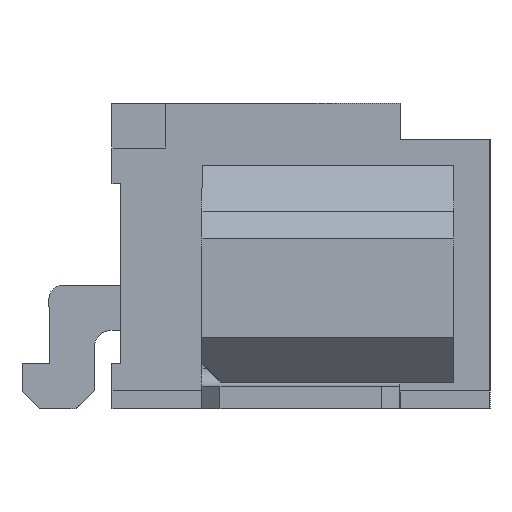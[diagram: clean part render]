
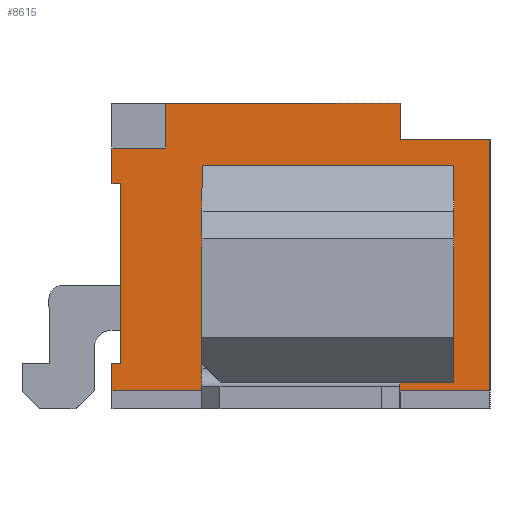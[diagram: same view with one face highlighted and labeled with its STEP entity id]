
A CAD part, left-side view. The second image highlights one B-rep face of the part: STEP entity #8615.
In plain terms, the highlighted planar face has unit normal (-1, 0, 0).
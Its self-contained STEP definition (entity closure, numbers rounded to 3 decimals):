
#74 = ORIENTED_EDGE ( 'NONE', *, *, #12160, .T. ) ;
#115 = VECTOR ( 'NONE', #5932, 1000. ) ;
#158 = VERTEX_POINT ( 'NONE', #11630 ) ;
#349 = VERTEX_POINT ( 'NONE', #1251 ) ;
#376 = LINE ( 'NONE', #1927, #11550 ) ;
#533 = CARTESIAN_POINT ( 'NONE',  ( -4.625, 1.1, 0.3 ) ) ;
#553 = EDGE_CURVE ( 'NONE', #954, #4502, #11801, .T. ) ;
#611 = VECTOR ( 'NONE', #11964, 1000. ) ;
#737 = DIRECTION ( 'NONE',  ( 0., 0., -1. ) ) ;
#753 = DIRECTION ( 'NONE',  ( 0., -1., 0. ) ) ;
#817 = VECTOR ( 'NONE', #7579, 1000. ) ;
#954 = VERTEX_POINT ( 'NONE', #6578 ) ;
#1121 = EDGE_CURVE ( 'NONE', #10063, #7657, #6434, .T. ) ;
#1251 = CARTESIAN_POINT ( 'NONE',  ( -4.625, -1.7, 2.7 ) ) ;
#1274 = VERTEX_POINT ( 'NONE', #11311 ) ;
#1413 = DIRECTION ( 'NONE',  ( 0., -1., 0. ) ) ;
#1927 = CARTESIAN_POINT ( 'NONE',  ( -4.625, 2.1, 3.4 ) ) ;
#2125 = FACE_OUTER_BOUND ( 'NONE', #11965, .T. ) ;
#2177 = DIRECTION ( 'NONE',  ( 0., 0., 1. ) ) ;
#2226 = LINE ( 'NONE', #9752, #2575 ) ;
#2230 = EDGE_CURVE ( 'NONE', #5746, #349, #12780, .T. ) ;
#2302 = CARTESIAN_POINT ( 'NONE',  ( -4.625, 1.1, 0.3 ) ) ;
#2323 = EDGE_CURVE ( 'NONE', #6459, #13078, #5092, .T. ) ;
#2507 = ORIENTED_EDGE ( 'NONE', *, *, #6737, .F. ) ;
#2575 = VECTOR ( 'NONE', #9710, 1000. ) ;
#2691 = CARTESIAN_POINT ( 'NONE',  ( -4.625, 1.5, 2.9 ) ) ;
#2718 = EDGE_LOOP ( 'NONE', ( #13255, #11043, #9541, #8523 ) ) ;
#2740 = EDGE_CURVE ( 'NONE', #5491, #158, #5234, .T. ) ;
#2856 = CARTESIAN_POINT ( 'NONE',  ( -4.625, -1.7, 0.3 ) ) ;
#2866 = DIRECTION ( 'NONE',  ( 0., 0., 1. ) ) ;
#2955 = CARTESIAN_POINT ( 'NONE',  ( -4.625, 1.1, 2.7 ) ) ;
#3167 = ORIENTED_EDGE ( 'NONE', *, *, #6616, .F. ) ;
#3252 = VECTOR ( 'NONE', #4933, 1000. ) ;
#3370 = ORIENTED_EDGE ( 'NONE', *, *, #5935, .F. ) ;
#3952 = DIRECTION ( 'NONE',  ( 0., 0., 1. ) ) ;
#3983 = CARTESIAN_POINT ( 'NONE',  ( -4.625, 1.5, 3.4 ) ) ;
#4026 = DIRECTION ( 'NONE',  ( 1., 0., 0. ) ) ;
#4345 = AXIS2_PLACEMENT_3D ( 'NONE', #12603, #4026, #737 ) ;
#4502 = VERTEX_POINT ( 'NONE', #3983 ) ;
#4933 = DIRECTION ( 'NONE',  ( 0., -1., 0. ) ) ;
#5047 = CARTESIAN_POINT ( 'NONE',  ( -4.625, -2.1, 0.2 ) ) ;
#5092 = LINE ( 'NONE', #13739, #13298 ) ;
#5234 = LINE ( 'NONE', #2302, #8122 ) ;
#5342 = LINE ( 'NONE', #5422, #13580 ) ;
#5422 = CARTESIAN_POINT ( 'NONE',  ( -4.625, 2.1, 0.5 ) ) ;
#5491 = VERTEX_POINT ( 'NONE', #533 ) ;
#5746 = VERTEX_POINT ( 'NONE', #11287 ) ;
#5763 = ORIENTED_EDGE ( 'NONE', *, *, #12227, .T. ) ;
#5774 = EDGE_CURVE ( 'NONE', #4502, #7657, #2226, .T. ) ;
#5786 = CARTESIAN_POINT ( 'NONE',  ( -4.625, 2.1, 2.5 ) ) ;
#5932 = DIRECTION ( 'NONE',  ( 0., -1., 0. ) ) ;
#5935 = EDGE_CURVE ( 'NONE', #1274, #13489, #6619, .T. ) ;
#5959 = EDGE_CURVE ( 'NONE', #5491, #5746, #11987, .T. ) ;
#6083 = VECTOR ( 'NONE', #6380, 1000. ) ;
#6297 = VECTOR ( 'NONE', #7021, 1000. ) ;
#6375 = ORIENTED_EDGE ( 'NONE', *, *, #5774, .F. ) ;
#6380 = DIRECTION ( 'NONE',  ( 0., 0., 1. ) ) ;
#6421 = CARTESIAN_POINT ( 'NONE',  ( -4.625, 2.1, 0.2 ) ) ;
#6434 = LINE ( 'NONE', #8725, #611 ) ;
#6459 = VERTEX_POINT ( 'NONE', #8903 ) ;
#6481 = VERTEX_POINT ( 'NONE', #6747 ) ;
#6578 = CARTESIAN_POINT ( 'NONE',  ( -4.625, 1.5, 2.9 ) ) ;
#6616 = EDGE_CURVE ( 'NONE', #13489, #13503, #376, .T. ) ;
#6619 = LINE ( 'NONE', #7384, #817 ) ;
#6737 = EDGE_CURVE ( 'NONE', #13078, #10431, #5342, .T. ) ;
#6747 = CARTESIAN_POINT ( 'NONE',  ( -4.625, -2.1, 3. ) ) ;
#6900 = VECTOR ( 'NONE', #9683, 1000. ) ;
#7021 = DIRECTION ( 'NONE',  ( 0., 0., 1. ) ) ;
#7087 = CARTESIAN_POINT ( 'NONE',  ( -4.625, 1.1, 0.3 ) ) ;
#7100 = VECTOR ( 'NONE', #753, 1000. ) ;
#7236 = LINE ( 'NONE', #6421, #6900 ) ;
#7322 = DIRECTION ( 'NONE',  ( 0., 0., 1. ) ) ;
#7384 = CARTESIAN_POINT ( 'NONE',  ( -4.625, 2.1, 2.5 ) ) ;
#7579 = DIRECTION ( 'NONE',  ( 0., 1., 0. ) ) ;
#7657 = VERTEX_POINT ( 'NONE', #9283 ) ;
#7813 = EDGE_CURVE ( 'NONE', #10063, #6481, #8500, .T. ) ;
#7913 = DIRECTION ( 'NONE',  ( 0., 0., 1. ) ) ;
#7915 = EDGE_CURVE ( 'NONE', #158, #349, #11811, .T. ) ;
#7916 = VERTEX_POINT ( 'NONE', #5047 ) ;
#8122 = VECTOR ( 'NONE', #1413, 1000. ) ;
#8500 = LINE ( 'NONE', #11258, #115 ) ;
#8523 = ORIENTED_EDGE ( 'NONE', *, *, #2230, .T. ) ;
#8615 = ADVANCED_FACE ( 'NONE', ( #2125, #10413 ), #13685, .F. ) ;
#8659 = CARTESIAN_POINT ( 'NONE',  ( -4.625, 2., 2.5 ) ) ;
#8725 = CARTESIAN_POINT ( 'NONE',  ( -4.625, -1.1, 3. ) ) ;
#8745 = VECTOR ( 'NONE', #2177, 1000. ) ;
#8876 = ORIENTED_EDGE ( 'NONE', *, *, #2323, .F. ) ;
#8903 = CARTESIAN_POINT ( 'NONE',  ( -4.625, 2.1, 0.2 ) ) ;
#9004 = VECTOR ( 'NONE', #2866, 1000. ) ;
#9013 = VECTOR ( 'NONE', #3952, 1000. ) ;
#9018 = LINE ( 'NONE', #11330, #3252 ) ;
#9035 = ORIENTED_EDGE ( 'NONE', *, *, #10345, .F. ) ;
#9283 = CARTESIAN_POINT ( 'NONE',  ( -4.625, -1.1, 3.4 ) ) ;
#9541 = ORIENTED_EDGE ( 'NONE', *, *, #5959, .T. ) ;
#9683 = DIRECTION ( 'NONE',  ( 0., -1., 0. ) ) ;
#9710 = DIRECTION ( 'NONE',  ( 0., -1., 0. ) ) ;
#9752 = CARTESIAN_POINT ( 'NONE',  ( -4.625, 2.1, 3.4 ) ) ;
#10063 = VERTEX_POINT ( 'NONE', #13601 ) ;
#10345 = EDGE_CURVE ( 'NONE', #13503, #954, #9018, .T. ) ;
#10413 = FACE_BOUND ( 'NONE', #2718, .T. ) ;
#10431 = VERTEX_POINT ( 'NONE', #13603 ) ;
#10438 = LINE ( 'NONE', #12760, #6083 ) ;
#11043 = ORIENTED_EDGE ( 'NONE', *, *, #2740, .F. ) ;
#11225 = LINE ( 'NONE', #8659, #8745 ) ;
#11258 = CARTESIAN_POINT ( 'NONE',  ( -4.625, -2.1, 3. ) ) ;
#11287 = CARTESIAN_POINT ( 'NONE',  ( -4.625, 1.1, 2.7 ) ) ;
#11311 = CARTESIAN_POINT ( 'NONE',  ( -4.625, 2., 2.5 ) ) ;
#11330 = CARTESIAN_POINT ( 'NONE',  ( -4.625, 1.5, 2.9 ) ) ;
#11410 = ORIENTED_EDGE ( 'NONE', *, *, #553, .F. ) ;
#11550 = VECTOR ( 'NONE', #7322, 1000. ) ;
#11630 = CARTESIAN_POINT ( 'NONE',  ( -4.625, -1.7, 0.3 ) ) ;
#11801 = LINE ( 'NONE', #2691, #9004 ) ;
#11811 = LINE ( 'NONE', #2856, #9013 ) ;
#11826 = ORIENTED_EDGE ( 'NONE', *, *, #13293, .F. ) ;
#11848 = DIRECTION ( 'NONE',  ( 0., -1., 0. ) ) ;
#11964 = DIRECTION ( 'NONE',  ( 0., 0., 1. ) ) ;
#11965 = EDGE_LOOP ( 'NONE', ( #6375, #11410, #9035, #3167, #3370, #11826, #2507, #8876, #5763, #74, #13025, #12671 ) ) ;
#11987 = LINE ( 'NONE', #7087, #6297 ) ;
#12160 = EDGE_CURVE ( 'NONE', #7916, #6481, #10438, .T. ) ;
#12227 = EDGE_CURVE ( 'NONE', #6459, #7916, #7236, .T. ) ;
#12388 = CARTESIAN_POINT ( 'NONE',  ( -4.625, 2.1, 0.5 ) ) ;
#12603 = CARTESIAN_POINT ( 'NONE',  ( -4.625, 2.1, 3.4 ) ) ;
#12671 = ORIENTED_EDGE ( 'NONE', *, *, #1121, .T. ) ;
#12760 = CARTESIAN_POINT ( 'NONE',  ( -4.625, -2.1, 3.4 ) ) ;
#12780 = LINE ( 'NONE', #2955, #7100 ) ;
#13025 = ORIENTED_EDGE ( 'NONE', *, *, #7813, .F. ) ;
#13078 = VERTEX_POINT ( 'NONE', #12388 ) ;
#13255 = ORIENTED_EDGE ( 'NONE', *, *, #7915, .F. ) ;
#13273 = CARTESIAN_POINT ( 'NONE',  ( -4.625, 2.1, 2.9 ) ) ;
#13293 = EDGE_CURVE ( 'NONE', #10431, #1274, #11225, .T. ) ;
#13298 = VECTOR ( 'NONE', #7913, 1000. ) ;
#13489 = VERTEX_POINT ( 'NONE', #5786 ) ;
#13503 = VERTEX_POINT ( 'NONE', #13273 ) ;
#13580 = VECTOR ( 'NONE', #11848, 1000. ) ;
#13601 = CARTESIAN_POINT ( 'NONE',  ( -4.625, -1.1, 3. ) ) ;
#13603 = CARTESIAN_POINT ( 'NONE',  ( -4.625, 2., 0.5 ) ) ;
#13685 = PLANE ( 'NONE',  #4345 ) ;
#13739 = CARTESIAN_POINT ( 'NONE',  ( -4.625, 2.1, 3.4 ) ) ;
